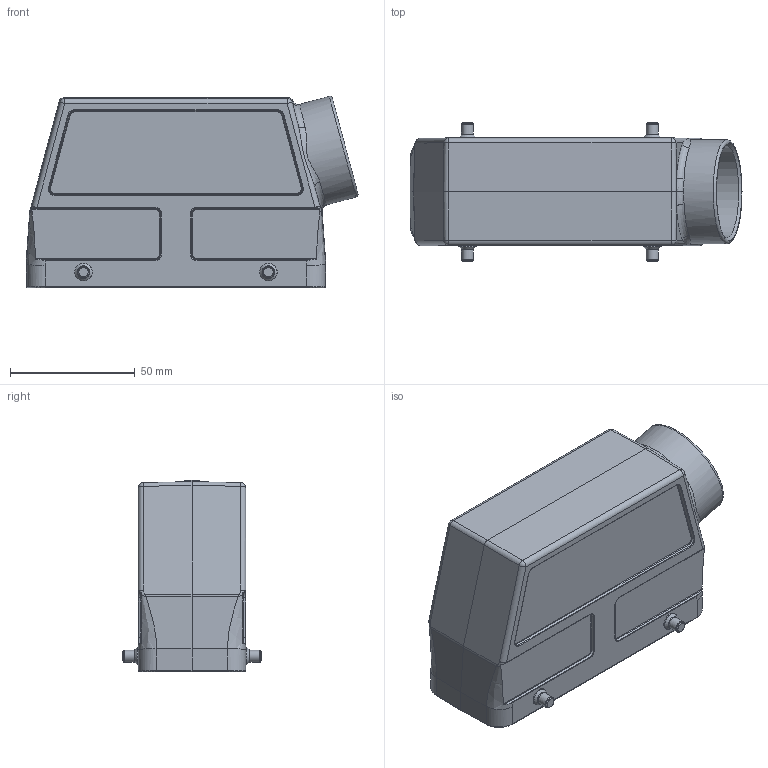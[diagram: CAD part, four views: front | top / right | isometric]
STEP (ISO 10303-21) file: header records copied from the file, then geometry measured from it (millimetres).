
FILE_DESCRIPTION(/* description */ (''),/* implementation_level */ '2;1');
FILE_NAME(/* name */ '100768219ugm000_a.stp',/* time_stamp */ '2018-03-07T13:58:08+01:00',/* author */ (''),/* organization */ (''),/* preprocessor_version */ 'ST-DEVELOPER v16',/* originating_system */ 'SIEMENS PLM Software NX 10.0',/* authorisation */ '');
FILE_SCHEMA (('AUTOMOTIVE_DESIGN { 1 0 10303 214 3 1 1 1 }'));
Length unit declared in the file: millimetre
Products named in the file (1): 100768219ugm000_a
Bounding box: 132.86 x 55.6 x 76.54 mm (x, y, z)
Volume: 90287.7 mm3; surface area: 54731.9 mm2
Topology: 1 solids, 1 shells, 486 faces, 1758 edges, 1896 vertices
Faces by surface type: plane 183, cylinder 138, bspline 74, torus 49, cone 37, sphere 5
Full cylindrical faces by diameter (mm): 3 x4, 4 x4, 4.8 x4, 7 x4, 32 x1, 37 x1, 41.65 x1
Entity records: 21901 total; most frequent: CARTESIAN_POINT 7010, DIRECTION 2360, ORIENTED_EDGE 2194, EDGE_CURVE 1097, AXIS2_PLACEMENT_3D 841, PRESENTATION_STYLE_ASSIGNMENT 705, VERTEX_POINT 690, LINE 678
